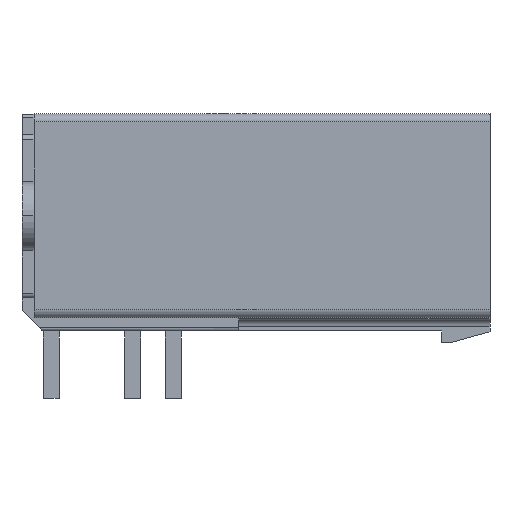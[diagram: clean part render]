
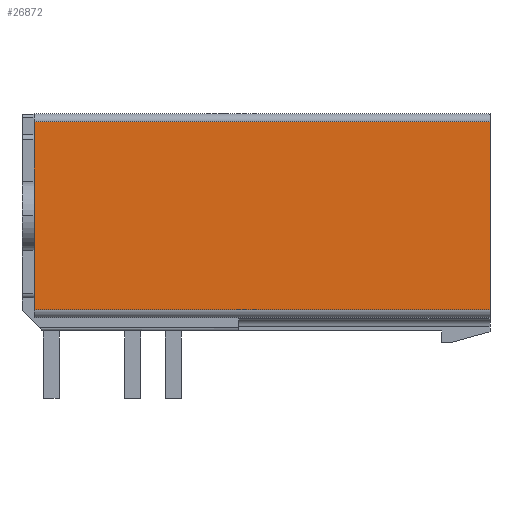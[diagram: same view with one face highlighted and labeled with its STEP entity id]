
A CAD part, front view. The second image highlights one B-rep face of the part: STEP entity #26872.
In plain terms, the highlighted planar face has unit normal (0, -1, 0).
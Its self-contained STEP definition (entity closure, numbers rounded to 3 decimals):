
#26=DIRECTION('',(0.,0.,1.));
#27=VECTOR('',#26,11.733);
#28=CARTESIAN_POINT('',(-13.875,-6.22,-5.055));
#29=LINE('',#28,#27);
#2292=DIRECTION('',(0.,0.,1.));
#2293=VECTOR('',#2292,11.733);
#2294=CARTESIAN_POINT('',(14.625,-6.22,-5.055));
#2295=LINE('',#2294,#2293);
#9485=DIRECTION('',(-1.,0.,0.));
#9486=VECTOR('',#9485,28.5);
#9487=CARTESIAN_POINT('',(14.625,-6.22,-5.055));
#9488=LINE('',#9487,#9486);
#9489=DIRECTION('',(-1.,0.,0.));
#9490=VECTOR('',#9489,28.5);
#9491=CARTESIAN_POINT('',(14.625,-6.22,6.678));
#9492=LINE('',#9491,#9490);
#12994=CARTESIAN_POINT('',(14.625,-6.22,6.678));
#12996=VERTEX_POINT('',#12994);
#13011=CARTESIAN_POINT('',(14.625,-6.22,-5.055));
#13013=VERTEX_POINT('',#13011);
#13014=CARTESIAN_POINT('',(-13.875,-6.22,6.678));
#13016=VERTEX_POINT('',#13014);
#13019=CARTESIAN_POINT('',(-13.875,-6.22,-5.055));
#13021=VERTEX_POINT('',#13019);
#26860=CARTESIAN_POINT('',(14.625,-6.22,-5.055));
#26861=DIRECTION('',(0.,1.,0.));
#26862=DIRECTION('',(0.,0.,1.));
#26863=AXIS2_PLACEMENT_3D('',#26860,#26861,#26862);
#26864=PLANE('',#26863);
#26865=ORIENTED_EDGE('',*,*,#14392,.F.);
#26866=ORIENTED_EDGE('',*,*,#26855,.T.);
#26867=ORIENTED_EDGE('',*,*,#13714,.T.);
#26869=ORIENTED_EDGE('',*,*,#26868,.F.);
#26870=EDGE_LOOP('',(#26865,#26866,#26867,#26869));
#26871=FACE_OUTER_BOUND('',#26870,.F.);
#26872=ADVANCED_FACE('',(#26871),#26864,.F.);
#13714=EDGE_CURVE('',#13021,#13016,#29,.T.);
#14392=EDGE_CURVE('',#13013,#12996,#2295,.T.);
#26855=EDGE_CURVE('',#13013,#13021,#9488,.T.);
#26868=EDGE_CURVE('',#12996,#13016,#9492,.T.);
